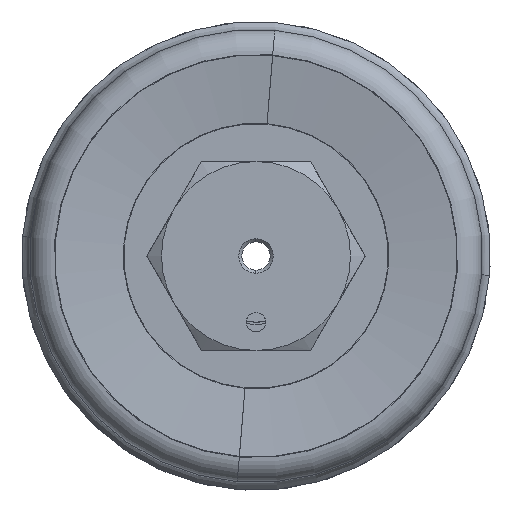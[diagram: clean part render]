
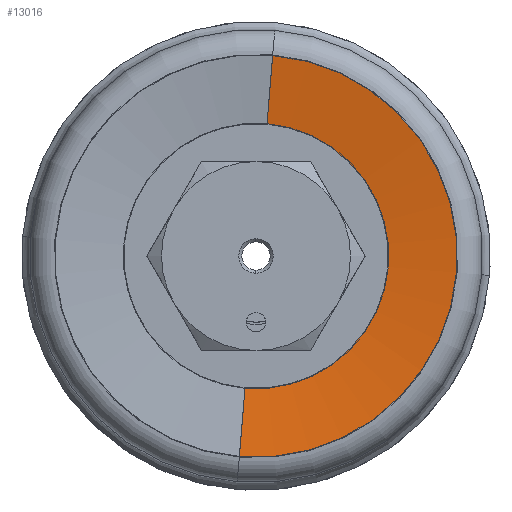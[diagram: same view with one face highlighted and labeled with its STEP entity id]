
A CAD part, left-side view. The second image highlights one B-rep face of the part: STEP entity #13016.
In plain terms, the highlighted conical face has half-angle 82.262 degrees and reference radius 33.814 mm.
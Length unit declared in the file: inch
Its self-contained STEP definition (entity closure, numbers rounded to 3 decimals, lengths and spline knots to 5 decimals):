
#1007 = CIRCLE ( 'NONE', #18995, 1.33125 ) ;
#1019 = CARTESIAN_POINT ( 'NONE',  ( 0.008, 0., 0. ) ) ;
#1130 = EDGE_LOOP ( 'NONE', ( #15381, #9236, #4101, #7969 ) ) ;
#2267 = CARTESIAN_POINT ( 'NONE',  ( 0.008, 0., 0.875 ) ) ;
#2599 = VECTOR ( 'NONE', #16479, 39.37008 ) ;
#3708 = CARTESIAN_POINT ( 'NONE',  ( -0.054, 0., 0. ) ) ;
#4021 = CARTESIAN_POINT ( 'NONE',  ( -0.054, 0., -1.33125 ) ) ;
#4101 = ORIENTED_EDGE ( 'NONE', *, *, #19625, .T. ) ;
#4209 = LINE ( 'NONE', #4021, #2599 ) ;
#4374 = AXIS2_PLACEMENT_3D ( 'NONE', #1019, #16392, #16209 ) ;
#4775 = EDGE_CURVE ( 'NONE', #11862, #17227, #13069, .T. ) ;
#4824 = CONICAL_SURFACE ( 'NONE', #7396, 1.33125, 1.436 ) ;
#5066 = FACE_OUTER_BOUND ( 'NONE', #1130, .T. ) ;
#5226 = DIRECTION ( 'NONE',  ( -1., 0., 0. ) ) ;
#6813 = CARTESIAN_POINT ( 'NONE',  ( 0.008, 0., -0.875 ) ) ;
#7078 = VECTOR ( 'NONE', #13295, 39.37008 ) ;
#7352 = CARTESIAN_POINT ( 'NONE',  ( -0.054, 0., 1.33125 ) ) ;
#7396 = AXIS2_PLACEMENT_3D ( 'NONE', #15714, #9793, #9989 ) ;
#7969 = ORIENTED_EDGE ( 'NONE', *, *, #13135, .F. ) ;
#9236 = ORIENTED_EDGE ( 'NONE', *, *, #13658, .T. ) ;
#9793 = DIRECTION ( 'NONE',  ( -1., 0., 0. ) ) ;
#9989 = DIRECTION ( 'NONE',  ( 0., 0., 1. ) ) ;
#11597 = LINE ( 'NONE', #7352, #7078 ) ;
#11862 = VERTEX_POINT ( 'NONE', #6813 ) ;
#13016 = ADVANCED_FACE ( 'NONE', ( #5066 ), #4824, .F. ) ;
#13069 = CIRCLE ( 'NONE', #4374, 0.875 ) ;
#13135 = EDGE_CURVE ( 'NONE', #17227, #19179, #11597, .T. ) ;
#13295 = DIRECTION ( 'NONE',  ( -0.135, 0., 0.991 ) ) ;
#13658 = EDGE_CURVE ( 'NONE', #11862, #16927, #4209, .T. ) ;
#14184 = DIRECTION ( 'NONE',  ( 0., -1., 0. ) ) ;
#14655 = CARTESIAN_POINT ( 'NONE',  ( -0.054, 0., -1.33125 ) ) ;
#15236 = CARTESIAN_POINT ( 'NONE',  ( -0.054, 0., 1.33125 ) ) ;
#15381 = ORIENTED_EDGE ( 'NONE', *, *, #4775, .F. ) ;
#15714 = CARTESIAN_POINT ( 'NONE',  ( -0.054, 0., 0. ) ) ;
#16209 = DIRECTION ( 'NONE',  ( 0., 0., 1. ) ) ;
#16392 = DIRECTION ( 'NONE',  ( -1., 0., 0. ) ) ;
#16479 = DIRECTION ( 'NONE',  ( -0.135, 0., -0.991 ) ) ;
#16927 = VERTEX_POINT ( 'NONE', #14655 ) ;
#17227 = VERTEX_POINT ( 'NONE', #2267 ) ;
#18995 = AXIS2_PLACEMENT_3D ( 'NONE', #3708, #5226, #14184 ) ;
#19179 = VERTEX_POINT ( 'NONE', #15236 ) ;
#19625 = EDGE_CURVE ( 'NONE', #16927, #19179, #1007, .T. ) ;
